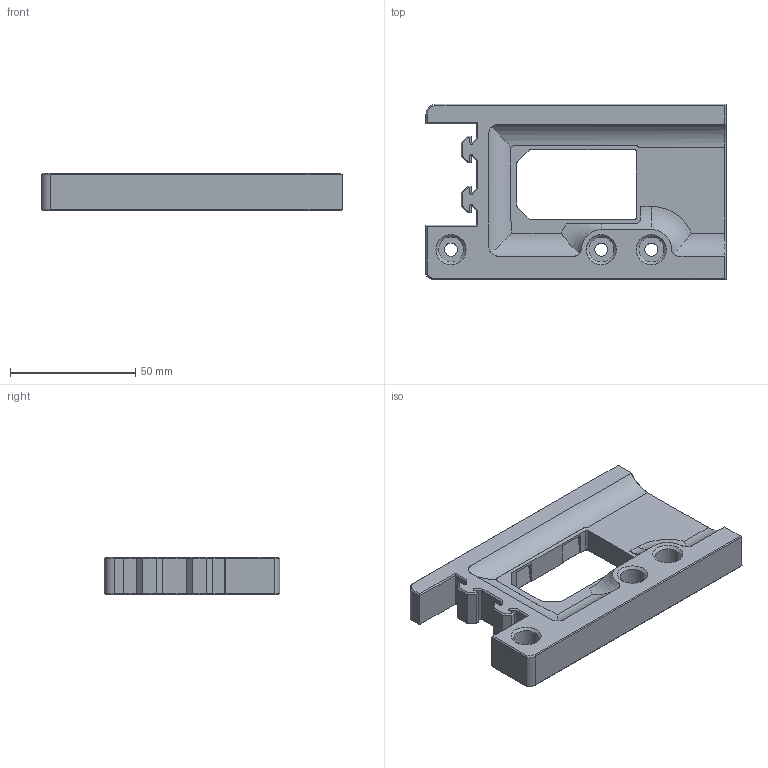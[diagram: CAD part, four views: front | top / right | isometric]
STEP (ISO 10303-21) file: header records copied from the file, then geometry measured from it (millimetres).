
FILE_DESCRIPTION(/* description */ (''),/* implementation_level */ '2;1');
FILE_NAME(/* name */ 'Rear Skirt B x1.step',/* time_stamp */ '2024-03-11T21:05:33-04:00',/* author */ (''),/* organization */ (''),/* preprocessor_version */ 'ST-DEVELOPER v20',/* originating_system */ 'Autodesk Translation Framework v12.20.1.177',/* authorisation */ '');
FILE_SCHEMA (('AUTOMOTIVE_DESIGN { 1 0 10303 214 3 1 1 }'));
Length unit declared in the file: millimetre
Products named in the file (2): Inlet Skirt 1.0mm; Skirt Rear
Assembly tree (1 placements, depth 2):
  Inlet Skirt 1.0mm
    Skirt Rear
Bounding box: 119.8 x 70 x 15 mm (x, y, z)
Volume: 78841.3 mm3; surface area: 22013.3 mm2
Topology: 1 solids, 1 shells, 202 faces, 491 edges, 294 vertices
Faces by surface type: plane 143, cylinder 31, cone 26, torus 2
Full cylindrical faces by diameter (mm): 5.2 x3, 10 x3
Entity records: 5912 total; most frequent: CARTESIAN_POINT 1129, ORIENTED_EDGE 982, DIRECTION 964, EDGE_CURVE 491, LINE 390, VECTOR 390, VERTEX_POINT 294, AXIS2_PLACEMENT_3D 287
